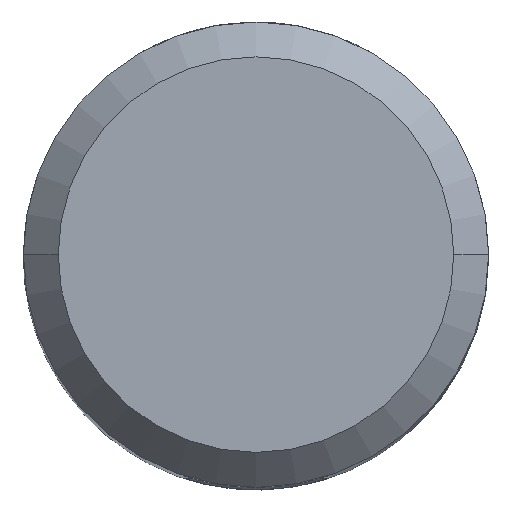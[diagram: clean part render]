
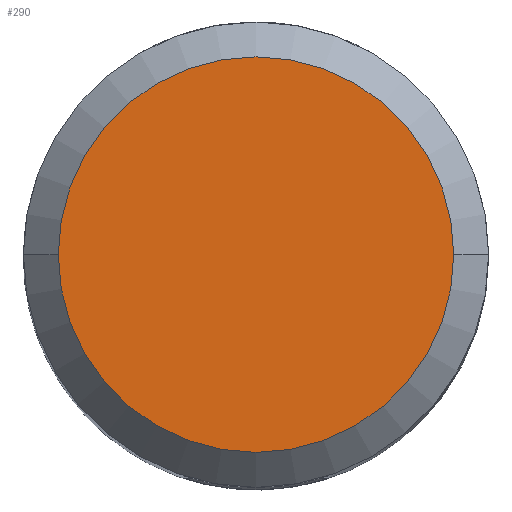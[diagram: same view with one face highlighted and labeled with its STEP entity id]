
A CAD part, top view. The second image highlights one B-rep face of the part: STEP entity #290.
In plain terms, the highlighted planar face has unit normal (0, 0, 1).
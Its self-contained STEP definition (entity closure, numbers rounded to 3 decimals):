
#290=ADVANCED_FACE('',(#363),#339,.F.);
#339=PLANE('',#925);
#363=FACE_OUTER_BOUND('',#409,.T.);
#409=EDGE_LOOP('',(#460,#461));
#460=ORIENTED_EDGE('',*,*,#774,.F.);
#461=ORIENTED_EDGE('',*,*,#775,.F.);
#696=VERTEX_POINT('',#1209);
#697=VERTEX_POINT('',#1210);
#774=EDGE_CURVE('',#696,#697,#892,.T.);
#775=EDGE_CURVE('',#697,#696,#893,.T.);
#892=CIRCLE('',#923,8.5);
#893=CIRCLE('',#924,8.5);
#923=AXIS2_PLACEMENT_3D('',#1208,#1001,#1002);
#924=AXIS2_PLACEMENT_3D('',#1211,#1003,#1004);
#925=AXIS2_PLACEMENT_3D('',#1212,#1005,#1006);
#1001=DIRECTION('',(0.,0.,-1.));
#1002=DIRECTION('',(-1.,0.,0.));
#1003=DIRECTION('',(0.,0.,-1.));
#1004=DIRECTION('',(-1.,0.,0.));
#1005=DIRECTION('',(0.,0.,-1.));
#1006=DIRECTION('',(1.,0.,0.));
#1208=CARTESIAN_POINT('',(0.,0.,0.));
#1209=CARTESIAN_POINT('',(-8.5,0.,0.));
#1210=CARTESIAN_POINT('',(8.5,0.,0.));
#1211=CARTESIAN_POINT('',(0.,0.,0.));
#1212=CARTESIAN_POINT('',(0.,8.5,0.));
